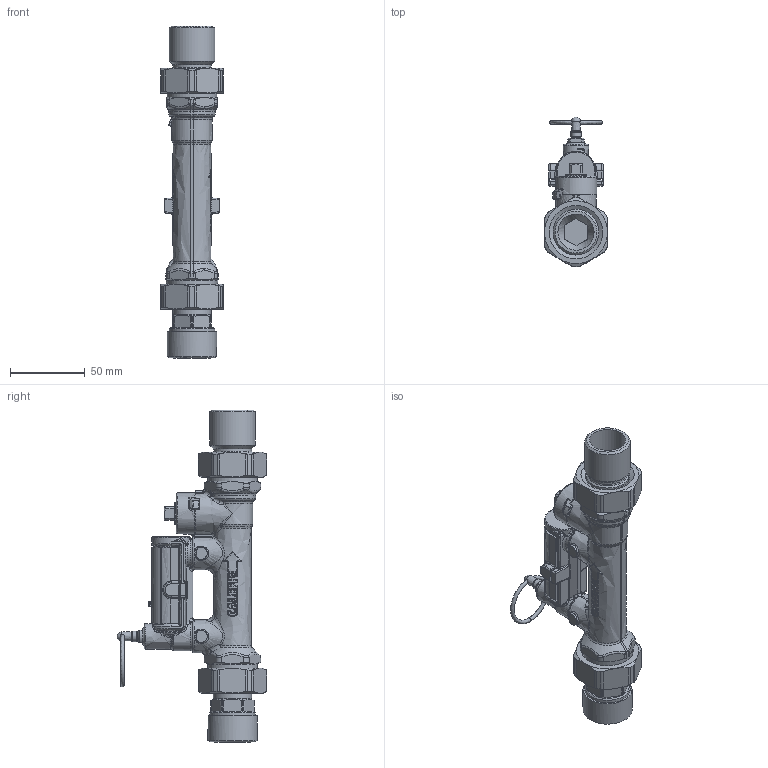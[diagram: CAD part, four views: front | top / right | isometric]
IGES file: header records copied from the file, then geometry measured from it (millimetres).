
Global section: file name: 132650AFC_Simplify_1; native system: Autodesk Inventor 2025; preprocessor: unknown; author: ischreiner; date: 20250814.132839; units: inch
Bounding box: 41.91 x 99.98 x 221.57 mm (x, y, z)
Volume: 208042.2 mm3; surface area: 61620 mm2
Topology: 7 solids, 9 shells, 1954 faces, 4664 edges, 2671 vertices
Faces by surface type: bspline 1954
